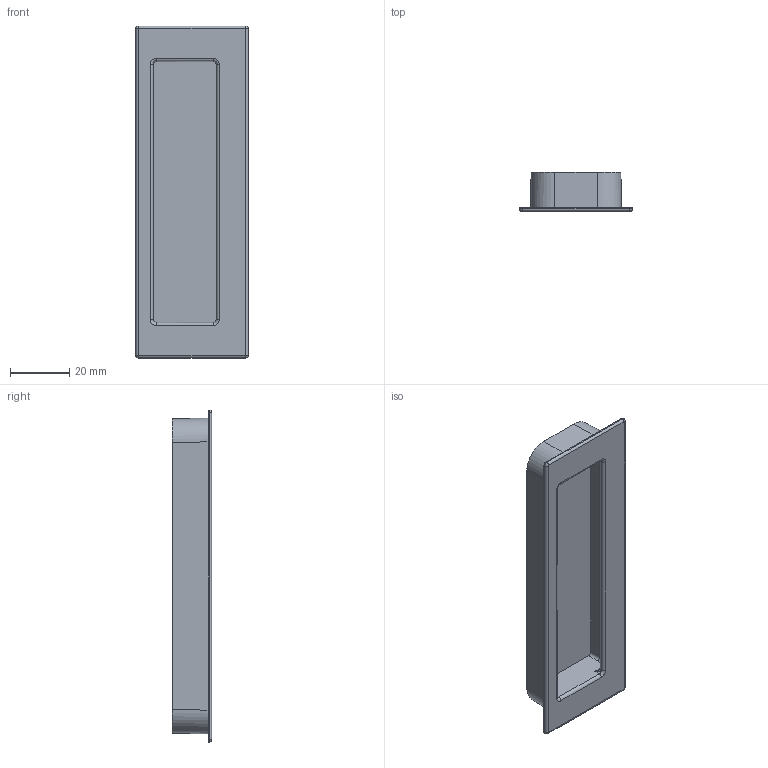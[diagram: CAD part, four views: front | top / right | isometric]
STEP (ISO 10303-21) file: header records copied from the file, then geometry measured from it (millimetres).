
FILE_DESCRIPTION(('Creo Elements/Direct Modeling STEP Export'),'2;1');
FILE_NAME('2382-112.stp','2019-03-12T 8:56:57',(''),(''),'Creo Elements/Direct Modeling STEP processor for AP214 (Solid Model)','Creo Elements/Direct Modeling 20.0 12-Nov-2016 (C) Parametric Technology GmbH','');
FILE_SCHEMA(('AUTOMOTIVE_DESIGN { 1 0 10303 214 1 1 1 1 }'));
Length unit declared in the file: millimetre
Products named in the file (2): 2382-112
Assembly tree (1 placements, depth 2):
  2382-112
    2382-112
Bounding box: 38 x 13.2 x 112 mm (x, y, z)
Volume: 15330.7 mm3; surface area: 15463.6 mm2
Topology: 1 solids, 1 shells, 92 faces, 227 edges, 140 vertices
Faces by surface type: cylinder 44, plane 30, bspline 10, cone 4, torus 4
Entity records: 4171 total; most frequent: CARTESIAN_POINT 2106, ORIENTED_EDGE 442, DIRECTION 381, EDGE_CURVE 221, AXIS2_PLACEMENT_3D 143, VERTEX_POINT 140, EDGE_LOOP 101, VECTOR 95
